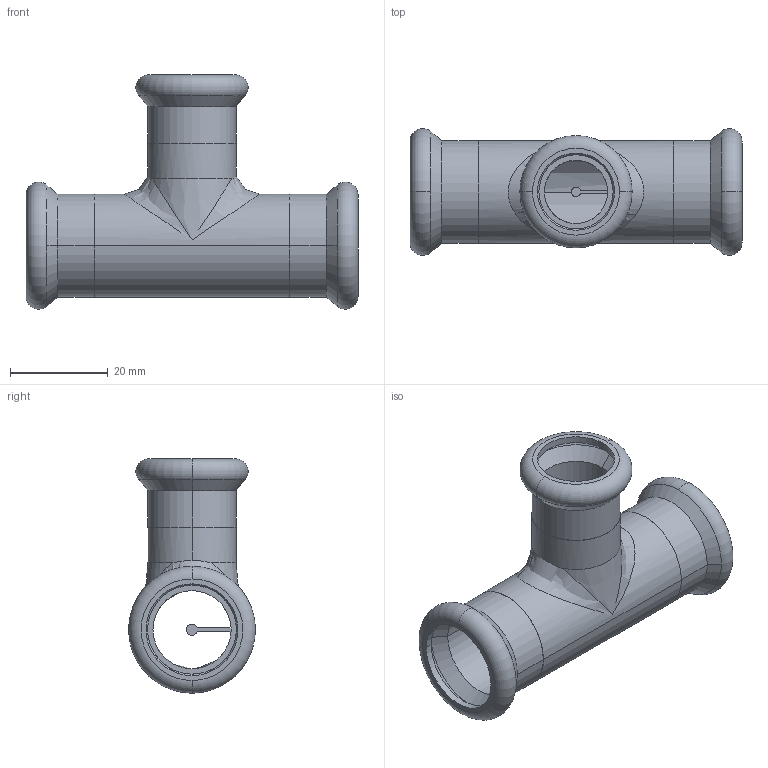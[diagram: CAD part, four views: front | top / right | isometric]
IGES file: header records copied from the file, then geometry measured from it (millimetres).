
Global section: file name: No Iges File Name specified; native system: Autodesk Inventor 2011; preprocessor: AutoDesk Inventor Iges Exporter R2011; author: bruh; date: 20110606.144613; units: millimetre
Bounding box: 68 x 26 x 48 mm (x, y, z)
Volume: 10573.2 mm3; surface area: 12240.6 mm2
Topology: 1 solids, 1 shells, 83 faces, 204 edges, 125 vertices
Faces by surface type: revolution 24, plane 18, cone 14, cylinder 13, bspline 8, torus 6
